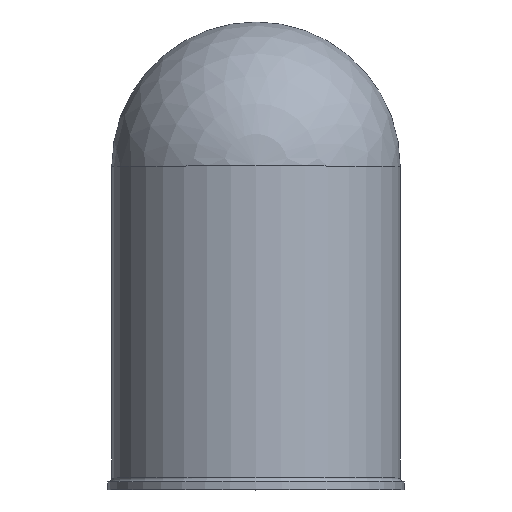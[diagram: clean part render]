
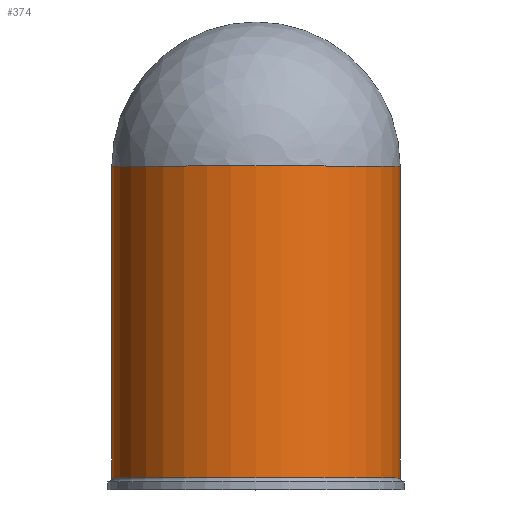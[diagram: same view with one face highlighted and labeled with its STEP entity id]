
A CAD part, top view. The second image highlights one B-rep face of the part: STEP entity #374.
In plain terms, the highlighted cylindrical face has radius 117.475 mm (diameter 234.95 mm), a partial arc.
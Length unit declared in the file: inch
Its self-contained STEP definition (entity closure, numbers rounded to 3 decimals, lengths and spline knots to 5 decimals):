
#9 = DIRECTION ( 'NONE',  ( 1., 0., 0. ) ) ;
#13 = DIRECTION ( 'NONE',  ( 1., 0., 0. ) ) ;
#15 = ORIENTED_EDGE ( 'NONE', *, *, #338, .F. ) ;
#36 = VERTEX_POINT ( 'NONE', #368 ) ;
#74 = DIRECTION ( 'NONE',  ( 0., -1., 0. ) ) ;
#92 = EDGE_CURVE ( 'NONE', #290, #117, #308, .T. ) ;
#117 = VERTEX_POINT ( 'NONE', #155 ) ;
#125 = LINE ( 'NONE', #264, #286 ) ;
#127 = EDGE_LOOP ( 'NONE', ( #361, #134, #15, #303 ) ) ;
#134 = ORIENTED_EDGE ( 'NONE', *, *, #240, .T. ) ;
#137 = CARTESIAN_POINT ( 'NONE',  ( 4.625, 0., 0. ) ) ;
#147 = AXIS2_PLACEMENT_3D ( 'NONE', #266, #389, #13 ) ;
#155 = CARTESIAN_POINT ( 'NONE',  ( 4.625, 0.375, 0. ) ) ;
#167 = DIRECTION ( 'NONE',  ( 1., 0., 0. ) ) ;
#170 = CARTESIAN_POINT ( 'NONE',  ( 4.625, 10.375, 0. ) ) ;
#186 = VECTOR ( 'NONE', #331, 39.37008 ) ;
#194 = CARTESIAN_POINT ( 'NONE',  ( 0., 10.375, 0. ) ) ;
#214 = CIRCLE ( 'NONE', #336, 4.625 ) ;
#229 = DIRECTION ( 'NONE',  ( 0., -1., 0. ) ) ;
#231 = FACE_OUTER_BOUND ( 'NONE', #127, .T. ) ;
#240 = EDGE_CURVE ( 'NONE', #406, #36, #125, .T. ) ;
#247 = AXIS2_PLACEMENT_3D ( 'NONE', #360, #74, #9 ) ;
#264 = CARTESIAN_POINT ( 'NONE',  ( -4.625, 0., 0. ) ) ;
#266 = CARTESIAN_POINT ( 'NONE',  ( 0., 0.375, 0. ) ) ;
#282 = EDGE_CURVE ( 'NONE', #290, #406, #214, .T. ) ;
#286 = VECTOR ( 'NONE', #229, 39.37008 ) ;
#290 = VERTEX_POINT ( 'NONE', #170 ) ;
#297 = CYLINDRICAL_SURFACE ( 'NONE', #247, 4.625 ) ;
#303 = ORIENTED_EDGE ( 'NONE', *, *, #92, .F. ) ;
#308 = LINE ( 'NONE', #137, #186 ) ;
#330 = CIRCLE ( 'NONE', #147, 4.625 ) ;
#331 = DIRECTION ( 'NONE',  ( 0., -1., 0. ) ) ;
#336 = AXIS2_PLACEMENT_3D ( 'NONE', #194, #353, #167 ) ;
#338 = EDGE_CURVE ( 'NONE', #117, #36, #330, .T. ) ;
#351 = CARTESIAN_POINT ( 'NONE',  ( -4.625, 10.375, 0. ) ) ;
#353 = DIRECTION ( 'NONE',  ( 0., -1., 0. ) ) ;
#360 = CARTESIAN_POINT ( 'NONE',  ( 0., 0., 0. ) ) ;
#361 = ORIENTED_EDGE ( 'NONE', *, *, #282, .T. ) ;
#368 = CARTESIAN_POINT ( 'NONE',  ( -4.625, 0.375, 0. ) ) ;
#374 = ADVANCED_FACE ( 'NONE', ( #231 ), #297, .T. ) ;
#389 = DIRECTION ( 'NONE',  ( 0., -1., 0. ) ) ;
#406 = VERTEX_POINT ( 'NONE', #351 ) ;
